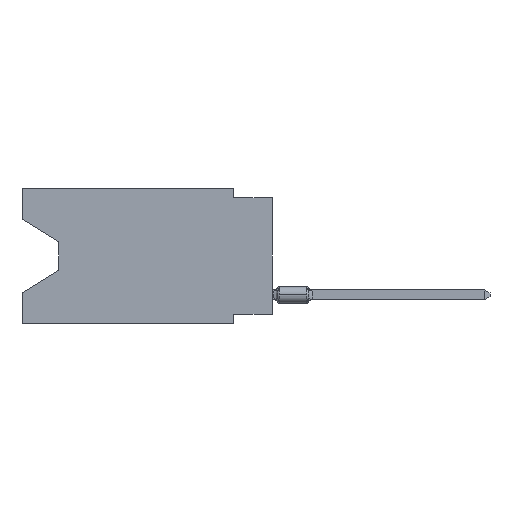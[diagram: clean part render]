
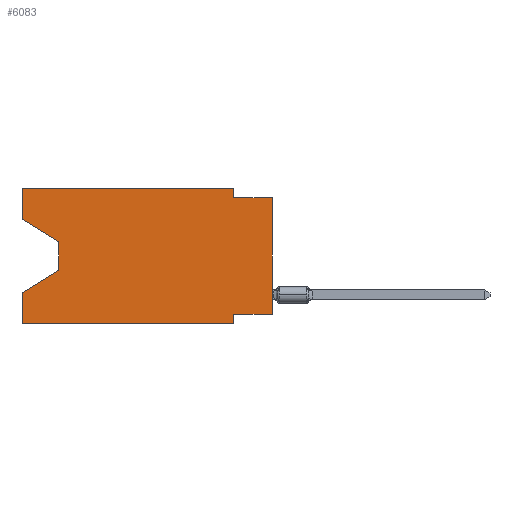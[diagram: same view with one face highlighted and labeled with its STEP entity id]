
A CAD part, left-side view. The second image highlights one B-rep face of the part: STEP entity #6083.
In plain terms, the highlighted planar face has unit normal (-1, 0, 0).
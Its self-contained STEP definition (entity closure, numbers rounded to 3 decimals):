
#463 = VERTEX_POINT ( 'NONE', #11340 ) ;
#633 = VECTOR ( 'NONE', #4096, 1000. ) ;
#681 = VECTOR ( 'NONE', #8298, 1000. ) ;
#1289 = ORIENTED_EDGE ( 'NONE', *, *, #8287, .T. ) ;
#1400 = CARTESIAN_POINT ( 'NONE',  ( 0., 0., 0. ) ) ;
#1407 = EDGE_CURVE ( 'NONE', #8245, #15893, #13651, .T. ) ;
#1440 = VECTOR ( 'NONE', #13081, 1000. ) ;
#1467 = PLANE ( 'NONE',  #6734 ) ;
#1568 = LINE ( 'NONE', #1400, #15237 ) ;
#1912 = CARTESIAN_POINT ( 'NONE',  ( 0., 0., -8.255 ) ) ;
#2140 = LINE ( 'NONE', #13717, #9676 ) ;
#2281 = VERTEX_POINT ( 'NONE', #13939 ) ;
#2470 = DIRECTION ( 'NONE',  ( 1., 0., 0. ) ) ;
#2708 = CARTESIAN_POINT ( 'NONE',  ( 0., 0., -0.635 ) ) ;
#2834 = DIRECTION ( 'NONE',  ( 0., 0., -1. ) ) ;
#2852 = ORIENTED_EDGE ( 'NONE', *, *, #13529, .F. ) ;
#2973 = EDGE_CURVE ( 'NONE', #8944, #8577, #4267, .T. ) ;
#3030 = CARTESIAN_POINT ( 'NONE',  ( 0., 2.54, 0. ) ) ;
#3051 = EDGE_CURVE ( 'NONE', #14734, #7890, #12067, .T. ) ;
#3325 = VECTOR ( 'NONE', #12301, 1000. ) ;
#3629 = LINE ( 'NONE', #8756, #14940 ) ;
#3631 = VECTOR ( 'NONE', #2834, 1000. ) ;
#3658 = ORIENTED_EDGE ( 'NONE', *, *, #9274, .F. ) ;
#4013 = CARTESIAN_POINT ( 'NONE',  ( 0., 16.383, 0. ) ) ;
#4096 = DIRECTION ( 'NONE',  ( 0., 0., 1. ) ) ;
#4267 = LINE ( 'NONE', #6784, #681 ) ;
#4346 = LINE ( 'NONE', #14655, #1440 ) ;
#4528 = VECTOR ( 'NONE', #5584, 1000. ) ;
#4598 = EDGE_CURVE ( 'NONE', #15893, #7926, #12887, .T. ) ;
#5128 = CARTESIAN_POINT ( 'NONE',  ( 0., 13.97, -3.505 ) ) ;
#5235 = ORIENTED_EDGE ( 'NONE', *, *, #16188, .T. ) ;
#5303 = ORIENTED_EDGE ( 'NONE', *, *, #3051, .T. ) ;
#5584 = DIRECTION ( 'NONE',  ( 0., -1., 0. ) ) ;
#5620 = VECTOR ( 'NONE', #9888, 1000. ) ;
#5863 = EDGE_CURVE ( 'NONE', #7890, #10181, #2140, .T. ) ;
#5883 = CARTESIAN_POINT ( 'NONE',  ( 0., 16.383, 0. ) ) ;
#5994 = ORIENTED_EDGE ( 'NONE', *, *, #4598, .F. ) ;
#6083 = ADVANCED_FACE ( 'NONE', ( #16475 ), #1467, .F. ) ;
#6497 = DIRECTION ( 'NONE',  ( 0., 0., -1. ) ) ;
#6515 = CARTESIAN_POINT ( 'NONE',  ( 0., 16.383, 0. ) ) ;
#6661 = LINE ( 'NONE', #2708, #13493 ) ;
#6734 = AXIS2_PLACEMENT_3D ( 'NONE', #9015, #2470, #6497 ) ;
#6784 = CARTESIAN_POINT ( 'NONE',  ( 0., 2.54, -8.89 ) ) ;
#6805 = DIRECTION ( 'NONE',  ( 0., -1., 0. ) ) ;
#6888 = EDGE_LOOP ( 'NONE', ( #15986, #5303, #15675, #2852, #5235, #14452, #3658, #1289, #8294, #15383, #5994, #13630 ) ) ;
#7625 = EDGE_CURVE ( 'NONE', #7926, #463, #3629, .T. ) ;
#7890 = VERTEX_POINT ( 'NONE', #15855 ) ;
#7926 = VERTEX_POINT ( 'NONE', #3030 ) ;
#8245 = VERTEX_POINT ( 'NONE', #12192 ) ;
#8287 = EDGE_CURVE ( 'NONE', #13453, #2281, #1568, .T. ) ;
#8294 = ORIENTED_EDGE ( 'NONE', *, *, #13391, .F. ) ;
#8298 = DIRECTION ( 'NONE',  ( 0., 0., -1. ) ) ;
#8577 = VERTEX_POINT ( 'NONE', #14279 ) ;
#8756 = CARTESIAN_POINT ( 'NONE',  ( 0., 2.54, 0. ) ) ;
#8820 = CARTESIAN_POINT ( 'NONE',  ( 0., 2.54, -8.255 ) ) ;
#8944 = VERTEX_POINT ( 'NONE', #8820 ) ;
#9015 = CARTESIAN_POINT ( 'NONE',  ( 0., 16.383, 0. ) ) ;
#9049 = LINE ( 'NONE', #4013, #633 ) ;
#9199 = VERTEX_POINT ( 'NONE', #10742 ) ;
#9274 = EDGE_CURVE ( 'NONE', #13453, #8944, #13574, .T. ) ;
#9676 = VECTOR ( 'NONE', #9861, 1000. ) ;
#9677 = DIRECTION ( 'NONE',  ( 0., 0., 1. ) ) ;
#9861 = DIRECTION ( 'NONE',  ( 0., 0.855, -0.519 ) ) ;
#9888 = DIRECTION ( 'NONE',  ( 0., 1., 0. ) ) ;
#10181 = VERTEX_POINT ( 'NONE', #16463 ) ;
#10586 = CARTESIAN_POINT ( 'NONE',  ( 0., 16.383, -8.89 ) ) ;
#10742 = CARTESIAN_POINT ( 'NONE',  ( 0., 16.383, -8.89 ) ) ;
#10814 = CARTESIAN_POINT ( 'NONE',  ( 0., 13.97, -3.505 ) ) ;
#10885 = CARTESIAN_POINT ( 'NONE',  ( 0., 16.383, 0. ) ) ;
#11340 = CARTESIAN_POINT ( 'NONE',  ( 0., 2.54, -0.635 ) ) ;
#11607 = VECTOR ( 'NONE', #6805, 1000. ) ;
#12067 = LINE ( 'NONE', #10814, #3631 ) ;
#12192 = CARTESIAN_POINT ( 'NONE',  ( 0., 16.383, -2.038 ) ) ;
#12301 = DIRECTION ( 'NONE',  ( 0., 0., 1. ) ) ;
#12887 = LINE ( 'NONE', #6515, #4528 ) ;
#13081 = DIRECTION ( 'NONE',  ( 0., -0.855, -0.519 ) ) ;
#13343 = LINE ( 'NONE', #10586, #11607 ) ;
#13391 = EDGE_CURVE ( 'NONE', #463, #2281, #6661, .T. ) ;
#13441 = CARTESIAN_POINT ( 'NONE',  ( 0., 0., -8.255 ) ) ;
#13453 = VERTEX_POINT ( 'NONE', #13441 ) ;
#13493 = VECTOR ( 'NONE', #15622, 1000. ) ;
#13529 = EDGE_CURVE ( 'NONE', #9199, #10181, #9049, .T. ) ;
#13574 = LINE ( 'NONE', #1912, #5620 ) ;
#13630 = ORIENTED_EDGE ( 'NONE', *, *, #1407, .F. ) ;
#13651 = LINE ( 'NONE', #10885, #3325 ) ;
#13669 = EDGE_CURVE ( 'NONE', #8245, #14734, #4346, .T. ) ;
#13717 = CARTESIAN_POINT ( 'NONE',  ( 0., 13.97, -5.385 ) ) ;
#13865 = DIRECTION ( 'NONE',  ( 0., 0., -1. ) ) ;
#13939 = CARTESIAN_POINT ( 'NONE',  ( 0., 0., -0.635 ) ) ;
#14279 = CARTESIAN_POINT ( 'NONE',  ( 0., 2.54, -8.89 ) ) ;
#14452 = ORIENTED_EDGE ( 'NONE', *, *, #2973, .F. ) ;
#14655 = CARTESIAN_POINT ( 'NONE',  ( 0., 16.383, -2.038 ) ) ;
#14734 = VERTEX_POINT ( 'NONE', #5128 ) ;
#14940 = VECTOR ( 'NONE', #13865, 1000. ) ;
#15237 = VECTOR ( 'NONE', #9677, 1000. ) ;
#15383 = ORIENTED_EDGE ( 'NONE', *, *, #7625, .F. ) ;
#15622 = DIRECTION ( 'NONE',  ( 0., -1., 0. ) ) ;
#15675 = ORIENTED_EDGE ( 'NONE', *, *, #5863, .T. ) ;
#15855 = CARTESIAN_POINT ( 'NONE',  ( 0., 13.97, -5.385 ) ) ;
#15893 = VERTEX_POINT ( 'NONE', #5883 ) ;
#15986 = ORIENTED_EDGE ( 'NONE', *, *, #13669, .T. ) ;
#16188 = EDGE_CURVE ( 'NONE', #9199, #8577, #13343, .T. ) ;
#16463 = CARTESIAN_POINT ( 'NONE',  ( 0., 16.383, -6.852 ) ) ;
#16475 = FACE_OUTER_BOUND ( 'NONE', #6888, .T. ) ;
